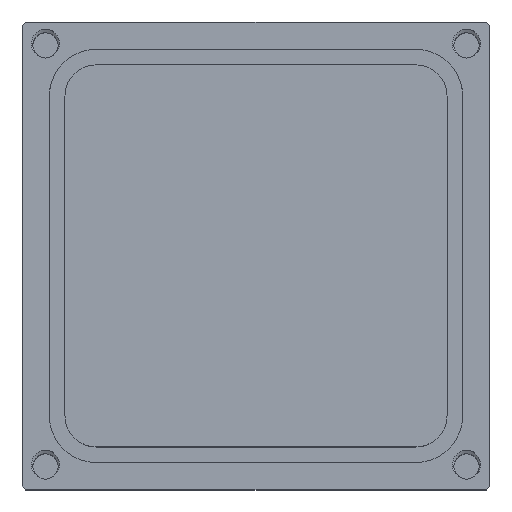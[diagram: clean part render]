
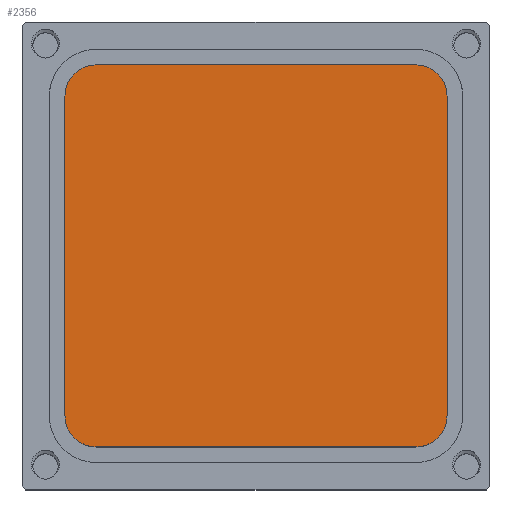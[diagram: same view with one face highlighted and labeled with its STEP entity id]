
A CAD part, top view. The second image highlights one B-rep face of the part: STEP entity #2356.
In plain terms, the highlighted planar face has unit normal (0, 0, 1).
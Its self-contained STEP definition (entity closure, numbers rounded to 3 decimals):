
#46=PLANE('',#2525);
#185=FACE_OUTER_BOUND('',#321,.T.);
#321=EDGE_LOOP('',(#2126,#2127,#2128,#2129,#2130,#2131,#2132,#2133));
#342=CIRCLE('',#2475,2.);
#344=CIRCLE('',#2479,2.);
#346=CIRCLE('',#2483,2.);
#348=CIRCLE('',#2487,2.);
#626=LINE('',#9684,#758);
#631=LINE('',#9698,#763);
#635=LINE('',#9710,#767);
#639=LINE('',#9722,#771);
#758=VECTOR('',#2810,10.);
#763=VECTOR('',#2823,10.);
#767=VECTOR('',#2835,10.);
#771=VECTOR('',#2847,10.);
#1006=VERTEX_POINT('',#9682);
#1007=VERTEX_POINT('',#9683);
#1010=VERTEX_POINT('',#9691);
#1012=VERTEX_POINT('',#9697);
#1014=VERTEX_POINT('',#9703);
#1016=VERTEX_POINT('',#9709);
#1018=VERTEX_POINT('',#9715);
#1020=VERTEX_POINT('',#9721);
#1342=EDGE_CURVE('',#1006,#1007,#626,.T.);
#1346=EDGE_CURVE('',#1010,#1006,#342,.T.);
#1349=EDGE_CURVE('',#1012,#1010,#631,.T.);
#1352=EDGE_CURVE('',#1014,#1012,#344,.T.);
#1355=EDGE_CURVE('',#1016,#1014,#635,.T.);
#1358=EDGE_CURVE('',#1018,#1016,#346,.T.);
#1361=EDGE_CURVE('',#1020,#1018,#639,.T.);
#1364=EDGE_CURVE('',#1007,#1020,#348,.T.);
#2126=ORIENTED_EDGE('',*,*,#1342,.T.);
#2127=ORIENTED_EDGE('',*,*,#1364,.T.);
#2128=ORIENTED_EDGE('',*,*,#1361,.T.);
#2129=ORIENTED_EDGE('',*,*,#1358,.T.);
#2130=ORIENTED_EDGE('',*,*,#1355,.T.);
#2131=ORIENTED_EDGE('',*,*,#1352,.T.);
#2132=ORIENTED_EDGE('',*,*,#1349,.T.);
#2133=ORIENTED_EDGE('',*,*,#1346,.T.);
#2356=ADVANCED_FACE('',(#185),#46,.T.);
#2475=AXIS2_PLACEMENT_3D('',#9692,#2816,#2817);
#2479=AXIS2_PLACEMENT_3D('',#9704,#2828,#2829);
#2483=AXIS2_PLACEMENT_3D('',#9716,#2840,#2841);
#2487=AXIS2_PLACEMENT_3D('',#9727,#2852,#2853);
#2525=AXIS2_PLACEMENT_3D('',#9837,#2968,#2969);
#2810=DIRECTION('',(0.,-1.,0.));
#2816=DIRECTION('center_axis',(0.,0.,1.));
#2817=DIRECTION('ref_axis',(-1.,0.,0.));
#2823=DIRECTION('',(-1.,0.,0.));
#2828=DIRECTION('center_axis',(0.,0.,1.));
#2829=DIRECTION('ref_axis',(0.,1.,0.));
#2835=DIRECTION('',(0.,1.,0.));
#2840=DIRECTION('center_axis',(0.,0.,1.));
#2841=DIRECTION('ref_axis',(1.,0.,0.));
#2847=DIRECTION('',(1.,0.,0.));
#2852=DIRECTION('center_axis',(0.,0.,1.));
#2853=DIRECTION('ref_axis',(0.,-1.,0.));
#2968=DIRECTION('center_axis',(0.,0.,1.));
#2969=DIRECTION('ref_axis',(1.,0.,0.));
#9682=CARTESIAN_POINT('',(-12.25,10.25,0.));
#9683=CARTESIAN_POINT('',(-12.25,-10.25,0.));
#9684=CARTESIAN_POINT('',(-12.25,5.125,0.));
#9691=CARTESIAN_POINT('',(-10.25,12.25,0.));
#9692=CARTESIAN_POINT('Origin',(-10.25,10.25,0.));
#9697=CARTESIAN_POINT('',(10.25,12.25,0.));
#9698=CARTESIAN_POINT('',(5.125,12.25,0.));
#9703=CARTESIAN_POINT('',(12.25,10.25,0.));
#9704=CARTESIAN_POINT('Origin',(10.25,10.25,0.));
#9709=CARTESIAN_POINT('',(12.25,-10.25,0.));
#9710=CARTESIAN_POINT('',(12.25,-5.125,0.));
#9715=CARTESIAN_POINT('',(10.25,-12.25,0.));
#9716=CARTESIAN_POINT('Origin',(10.25,-10.25,0.));
#9721=CARTESIAN_POINT('',(-10.25,-12.25,0.));
#9722=CARTESIAN_POINT('',(-5.125,-12.25,0.));
#9727=CARTESIAN_POINT('Origin',(-10.25,-10.25,0.));
#9837=CARTESIAN_POINT('Origin',(0.,0.,0.));
